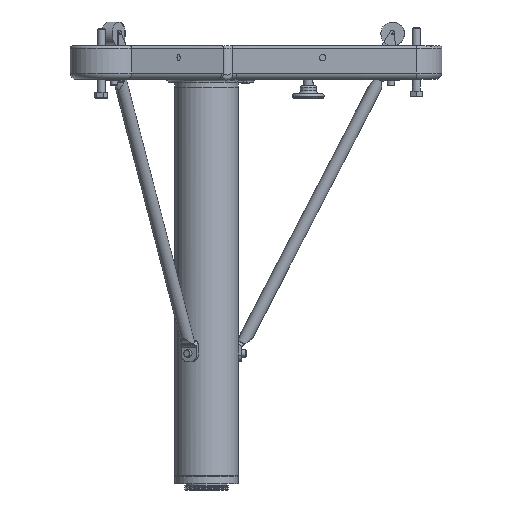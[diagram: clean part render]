
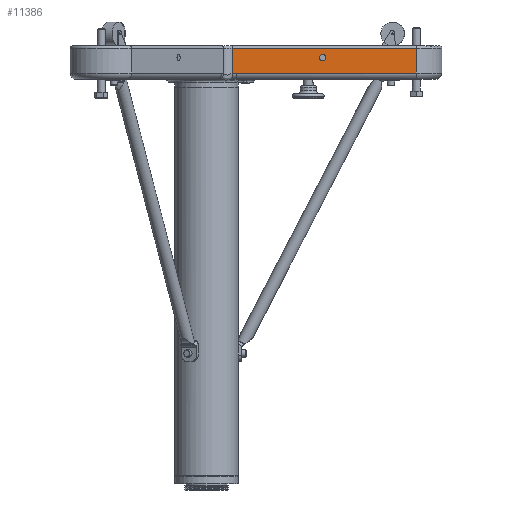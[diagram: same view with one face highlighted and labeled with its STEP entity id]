
A CAD part, front view. The second image highlights one B-rep face of the part: STEP entity #11386.
In plain terms, the highlighted planar face has unit normal (0, -1, 0).
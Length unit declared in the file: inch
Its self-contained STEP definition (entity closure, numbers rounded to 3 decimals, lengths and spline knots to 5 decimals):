
#36 = CARTESIAN_POINT ( 'NONE',  ( 2.01573, -2.75, 2.3125 ) ) ;
#262 = DIRECTION ( 'NONE',  ( 0., 0., -1. ) ) ;
#306 = DIRECTION ( 'NONE',  ( -1., 0., 0. ) ) ;
#407 = CARTESIAN_POINT ( 'NONE',  ( 2.01573, -2.75, 2.5 ) ) ;
#1780 = VECTOR ( 'NONE', #262, 39.37008 ) ;
#1846 = LINE ( 'NONE', #407, #1780 ) ;
#1855 = VECTOR ( 'NONE', #4012, 39.37008 ) ;
#1875 = VERTEX_POINT ( 'NONE', #2732 ) ;
#1961 = LINE ( 'NONE', #4247, #2270 ) ;
#2062 = LINE ( 'NONE', #4062, #1855 ) ;
#2210 = LINE ( 'NONE', #36, #2216 ) ;
#2216 = VECTOR ( 'NONE', #306, 39.37008 ) ;
#2270 = VECTOR ( 'NONE', #3739, 39.37008 ) ;
#2357 = CIRCLE ( 'NONE', #17066, 0.25 ) ;
#2732 = CARTESIAN_POINT ( 'NONE',  ( 8.88, -2.75, 1.575 ) ) ;
#3514 = CARTESIAN_POINT ( 'NONE',  ( 2.07002, -2.75, 0.35077 ) ) ;
#3693 = CARTESIAN_POINT ( 'NONE',  ( 2.12462, -2.75, 0.35969 ) ) ;
#3739 = DIRECTION ( 'NONE',  ( 0., 0., -1. ) ) ;
#4003 = DIRECTION ( 'NONE',  ( -1., 0., 0. ) ) ;
#4012 = DIRECTION ( 'NONE',  ( 1., 0., 0. ) ) ;
#4037 = DIRECTION ( 'NONE',  ( 0., -1., 0. ) ) ;
#4062 = CARTESIAN_POINT ( 'NONE',  ( 16.49859, -2.75, 0.375 ) ) ;
#4232 = CARTESIAN_POINT ( 'NONE',  ( 2.01573, -2.75, 0.33914 ) ) ;
#4247 = CARTESIAN_POINT ( 'NONE',  ( 16.49859, -2.75, 2.5 ) ) ;
#4248 = CARTESIAN_POINT ( 'NONE',  ( 9.13, -2.75, 1.575 ) ) ;
#4605 = B_SPLINE_CURVE_WITH_KNOTS ( 'NONE', 3,
 ( #4232, #3514, #3693, #15254, #15212, #15243 ),
 .UNSPECIFIED., .F., .F.,
 ( 4, 2, 4 ),
 ( 0., 0.00421, 0.00842 ),
 .UNSPECIFIED. ) ;
#7053 = VERTEX_POINT ( 'NONE', #11208 ) ;
#7919 = FACE_OUTER_BOUND ( 'NONE', #11393, .T. ) ;
#7929 = FACE_BOUND ( 'NONE', #11186, .T. ) ;
#9418 = CARTESIAN_POINT ( 'NONE',  ( 2.01573, -2.75, 0.33914 ) ) ;
#9433 = CARTESIAN_POINT ( 'NONE',  ( 2.34521, -2.75, 0.375 ) ) ;
#9740 = ORIENTED_EDGE ( 'NONE', *, *, #21182, .T. ) ;
#9985 = ORIENTED_EDGE ( 'NONE', *, *, #21306, .T. ) ;
#10274 = ORIENTED_EDGE ( 'NONE', *, *, #20876, .F. ) ;
#10477 = ORIENTED_EDGE ( 'NONE', *, *, #21172, .F. ) ;
#10716 = ORIENTED_EDGE ( 'NONE', *, *, #21293, .T. ) ;
#11025 = VERTEX_POINT ( 'NONE', #9433 ) ;
#11059 = VERTEX_POINT ( 'NONE', #9418 ) ;
#11186 = EDGE_LOOP ( 'NONE', ( #10477 ) ) ;
#11208 = CARTESIAN_POINT ( 'NONE',  ( 16.49859, -2.75, 0.375 ) ) ;
#11386 = ADVANCED_FACE ( 'NONE', ( #7919, #7929 ), #13410, .F. ) ;
#11393 = EDGE_LOOP ( 'NONE', ( #10274, #10716, #9985, #9740, #19584 ) ) ;
#13056 = CARTESIAN_POINT ( 'NONE',  ( 2.01573, -2.75, 2.5 ) ) ;
#13387 = DIRECTION ( 'NONE',  ( 0., 1., 0. ) ) ;
#13397 = DIRECTION ( 'NONE',  ( -1., 0., 0. ) ) ;
#13410 = PLANE ( 'NONE',  #20918 ) ;
#14751 = CARTESIAN_POINT ( 'NONE',  ( 2.01573, -2.75, 2.3125 ) ) ;
#15212 = CARTESIAN_POINT ( 'NONE',  ( 2.28964, -2.75, 0.375 ) ) ;
#15243 = CARTESIAN_POINT ( 'NONE',  ( 2.34521, -2.75, 0.375 ) ) ;
#15254 = CARTESIAN_POINT ( 'NONE',  ( 2.23443, -2.75, 0.3718 ) ) ;
#16124 = VERTEX_POINT ( 'NONE', #20645 ) ;
#16207 = VERTEX_POINT ( 'NONE', #14751 ) ;
#17066 = AXIS2_PLACEMENT_3D ( 'NONE', #4248, #4037, #4003 ) ;
#19584 = ORIENTED_EDGE ( 'NONE', *, *, #20928, .T. ) ;
#20645 = CARTESIAN_POINT ( 'NONE',  ( 16.49859, -2.75, 2.3125 ) ) ;
#20876 = EDGE_CURVE ( 'NONE', #16124, #7053, #1961, .T. ) ;
#20918 = AXIS2_PLACEMENT_3D ( 'NONE', #13056, #13387, #13397 ) ;
#20928 = EDGE_CURVE ( 'NONE', #11025, #7053, #2062, .T. ) ;
#21172 = EDGE_CURVE ( 'NONE', #1875, #1875, #2357, .T. ) ;
#21182 = EDGE_CURVE ( 'NONE', #11059, #11025, #4605, .T. ) ;
#21293 = EDGE_CURVE ( 'NONE', #16124, #16207, #2210, .T. ) ;
#21306 = EDGE_CURVE ( 'NONE', #16207, #11059, #1846, .T. ) ;
